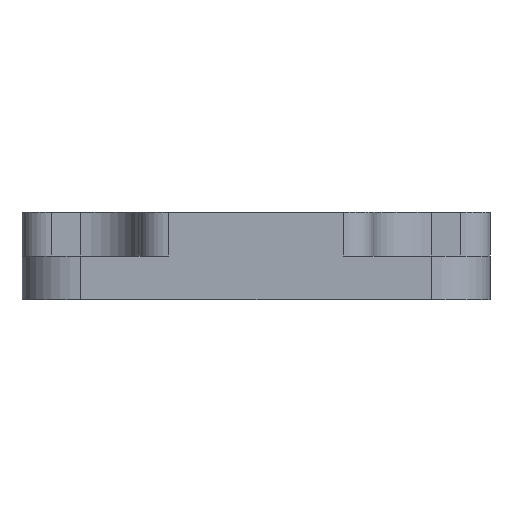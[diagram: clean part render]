
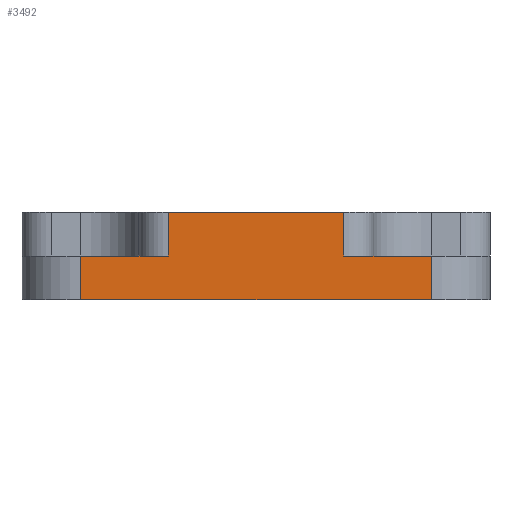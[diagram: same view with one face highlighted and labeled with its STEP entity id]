
A CAD part, left-side view. The second image highlights one B-rep face of the part: STEP entity #3492.
In plain terms, the highlighted planar face has unit normal (-1, 0, 0).
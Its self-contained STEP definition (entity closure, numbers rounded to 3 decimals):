
#129=PLANE('',#3876);
#307=FACE_OUTER_BOUND('',#525,.T.);
#525=EDGE_LOOP('',(#3062,#3063,#3064,#3065,#3066,#3067,#3068,#3069));
#585=LINE('',#5096,#883);
#618=LINE('',#5231,#916);
#818=LINE('',#5994,#1116);
#820=LINE('',#6000,#1118);
#821=LINE('',#6002,#1119);
#822=LINE('',#6004,#1120);
#823=LINE('',#6005,#1121);
#824=LINE('',#6006,#1122);
#883=VECTOR('',#3995,24.);
#916=VECTOR('',#4112,12.);
#1116=VECTOR('',#4874,3.);
#1118=VECTOR('',#4880,6.);
#1119=VECTOR('',#4881,3.);
#1120=VECTOR('',#4882,6.);
#1121=VECTOR('',#4883,3.);
#1122=VECTOR('',#4884,3.);
#1397=VERTEX_POINT('',#5093);
#1398=VERTEX_POINT('',#5095);
#1457=VERTEX_POINT('',#5228);
#1458=VERTEX_POINT('',#5230);
#1668=VERTEX_POINT('',#5993);
#1670=VERTEX_POINT('',#5999);
#1671=VERTEX_POINT('',#6001);
#1672=VERTEX_POINT('',#6003);
#1733=EDGE_CURVE('',#1398,#1397,#585,.T.);
#1797=EDGE_CURVE('',#1457,#1458,#618,.T.);
#2146=EDGE_CURVE('',#1458,#1668,#818,.T.);
#2149=EDGE_CURVE('',#1668,#1670,#820,.T.);
#2150=EDGE_CURVE('',#1671,#1457,#821,.T.);
#2151=EDGE_CURVE('',#1672,#1671,#822,.T.);
#2152=EDGE_CURVE('',#1398,#1672,#823,.T.);
#2153=EDGE_CURVE('',#1670,#1397,#824,.T.);
#3062=ORIENTED_EDGE('',*,*,#2149,.F.);
#3063=ORIENTED_EDGE('',*,*,#2146,.F.);
#3064=ORIENTED_EDGE('',*,*,#1797,.F.);
#3065=ORIENTED_EDGE('',*,*,#2150,.F.);
#3066=ORIENTED_EDGE('',*,*,#2151,.F.);
#3067=ORIENTED_EDGE('',*,*,#2152,.F.);
#3068=ORIENTED_EDGE('',*,*,#1733,.T.);
#3069=ORIENTED_EDGE('',*,*,#2153,.F.);
#3492=ADVANCED_FACE('',(#307),#129,.T.);
#3876=AXIS2_PLACEMENT_3D('',#5998,#4878,#4879);
#3995=DIRECTION('',(0.,-1.,0.));
#4112=DIRECTION('',(0.,-1.,0.));
#4874=DIRECTION('',(0.,0.,-1.));
#4878=DIRECTION('center_axis',(-1.,0.,0.));
#4879=DIRECTION('ref_axis',(0.,-1.,0.));
#4880=DIRECTION('',(0.,-1.,0.));
#4881=DIRECTION('',(0.,0.,1.));
#4882=DIRECTION('',(0.,-1.,0.));
#4883=DIRECTION('',(0.,0.,1.));
#4884=DIRECTION('',(0.,0.,-1.));
#5093=CARTESIAN_POINT('',(0.,4.,0.));
#5095=CARTESIAN_POINT('',(0.,28.,0.));
#5096=CARTESIAN_POINT('',(0.,32.,0.));
#5228=CARTESIAN_POINT('',(0.,22.,6.));
#5230=CARTESIAN_POINT('',(0.,10.,6.));
#5231=CARTESIAN_POINT('',(0.,28.,6.));
#5993=CARTESIAN_POINT('',(0.,10.,3.));
#5994=CARTESIAN_POINT('',(0.,10.,1.5));
#5998=CARTESIAN_POINT('Origin',(0.,32.,0.));
#5999=CARTESIAN_POINT('',(0.,4.,3.));
#6000=CARTESIAN_POINT('',(0.,32.,3.));
#6001=CARTESIAN_POINT('',(0.,22.,3.));
#6002=CARTESIAN_POINT('',(0.,22.,1.5));
#6003=CARTESIAN_POINT('',(0.,28.,3.));
#6004=CARTESIAN_POINT('',(0.,32.,3.));
#6005=CARTESIAN_POINT('',(0.,28.,0.));
#6006=CARTESIAN_POINT('',(0.,4.,0.));
